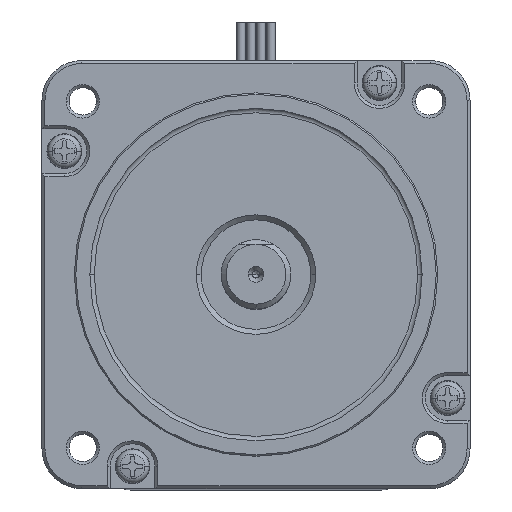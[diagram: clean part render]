
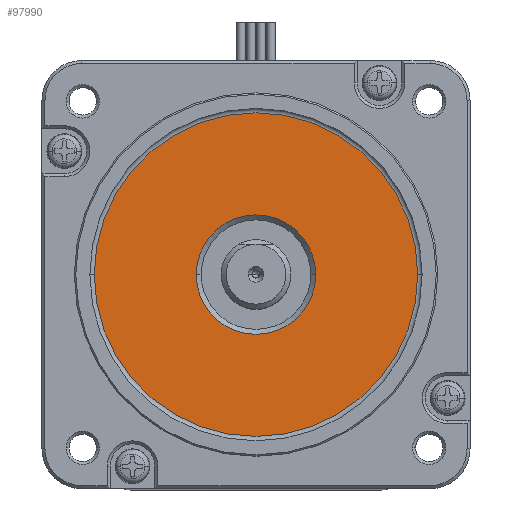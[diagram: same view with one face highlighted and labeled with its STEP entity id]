
A CAD part, top view. The second image highlights one B-rep face of the part: STEP entity #97990.
In plain terms, the highlighted planar face has unit normal (0, 0, 1).
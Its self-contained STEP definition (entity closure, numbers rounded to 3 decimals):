
#84350=CARTESIAN_POINT('',(32.5,0.,1.)
);
#84360=VERTEX_POINT('',#84350);
#84390=CARTESIAN_POINT('',(0.,0.,1.));
#84400=DIRECTION('',(0.,0.,1.));
#84410=DIRECTION('',(1.,0.,-0.));
#84420=AXIS2_PLACEMENT_3D('',#84390,#84400,#84410);
#84430=CIRCLE('',#84420,32.5);
#84440=CARTESIAN_POINT('',(-32.5,0.,1.
));
#84450=VERTEX_POINT('',#84440);
#84460=EDGE_CURVE('',#84360,#84450,#84430,.T.);
#97740=CARTESIAN_POINT('',(-32.89,-32.89,1.));
#97750=DIRECTION('',(0.,0.,1.));
#97760=DIRECTION('',(1.,0.,-0.));
#97770=AXIS2_PLACEMENT_3D('',#97740,#97750,#97760);
#97780=PLANE('',#97770);
#97790=ORIENTED_EDGE('',*,*,#84460,.T.);
#97800=EDGE_CURVE('',#84450,#84360,#84430,.T.);
#97810=ORIENTED_EDGE('',*,*,#97800,.T.);
#97820=EDGE_LOOP('',(#97810,#97790));
#97830=FACE_OUTER_BOUND('',#97820,.T.);
#97840=CARTESIAN_POINT('',(0.,0.,1.
));
#97850=DIRECTION('',(-0.,-0.,-1.));
#97860=DIRECTION('',(1.,0.,0.));
#97870=AXIS2_PLACEMENT_3D('',#97840,#97850,#97860);
#97880=CIRCLE('',#97870,12.);
#97890=CARTESIAN_POINT('',(-12.,0.,1.));
#97900=VERTEX_POINT('',#97890);
#97910=CARTESIAN_POINT('',(12.,0.,1.));
#97920=VERTEX_POINT('',#97910);
#97930=EDGE_CURVE('',#97900,#97920,#97880,.T.);
#97940=ORIENTED_EDGE('',*,*,#97930,.T.);
#97950=EDGE_CURVE('',#97920,#97900,#97880,.T.);
#97960=ORIENTED_EDGE('',*,*,#97950,.T.);
#97970=EDGE_LOOP('',(#97960,#97940));
#97980=FACE_BOUND('',#97970,.T.);
#97990=ADVANCED_FACE('',(#97830,#97980),#97780,.T.);
